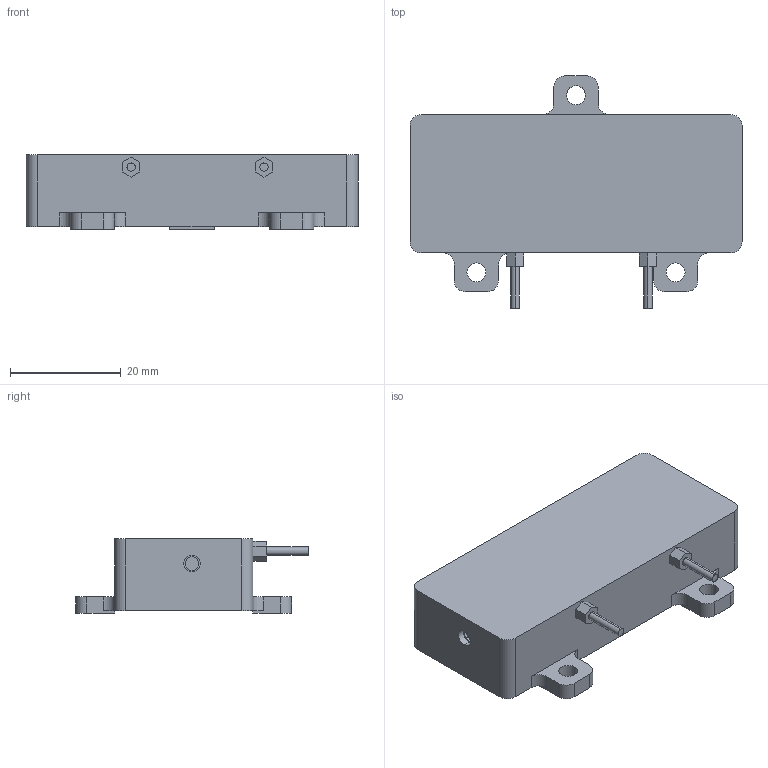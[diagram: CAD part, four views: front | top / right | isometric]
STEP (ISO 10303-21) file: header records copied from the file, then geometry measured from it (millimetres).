
FILE_DESCRIPTION (( 'STEP AP203' ), '1' );
FILE_NAME ('E2KF5S俋倛.STEP', '2024-12-31T08:00:07', ( '' ), ( '' ), 'SwSTEP 2.0', 'SolidWorks 2022', '' );
FILE_SCHEMA (( 'CONFIG_CONTROL_DESIGN' ));
Length unit declared in the file: millimetre
Products named in the file (1): E2KF5S外形
Bounding box: 60 x 42 x 13.5 mm (x, y, z)
Volume: 19842.8 mm3; surface area: 5959 mm2
Topology: 3 solids, 7 shells, 123 faces, 288 edges, 187 vertices
Faces by surface type: plane 60, cylinder 57, cone 6
Entity records: 3583 total; most frequent: DIRECTION 644, CARTESIAN_POINT 593, ORIENTED_EDGE 564, EDGE_CURVE 282, AXIS2_PLACEMENT_3D 238, VERTEX_POINT 187, VECTOR 168, LINE 168
